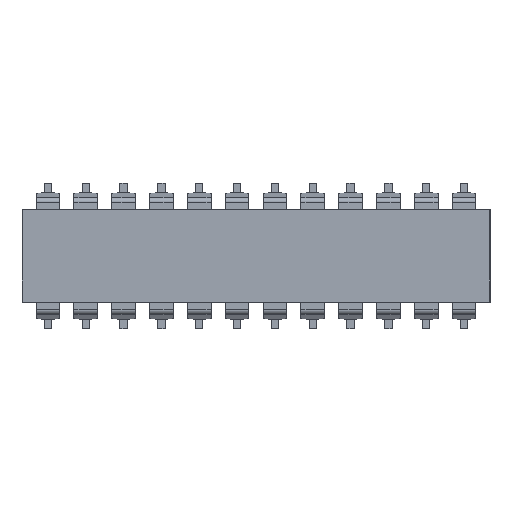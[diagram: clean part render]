
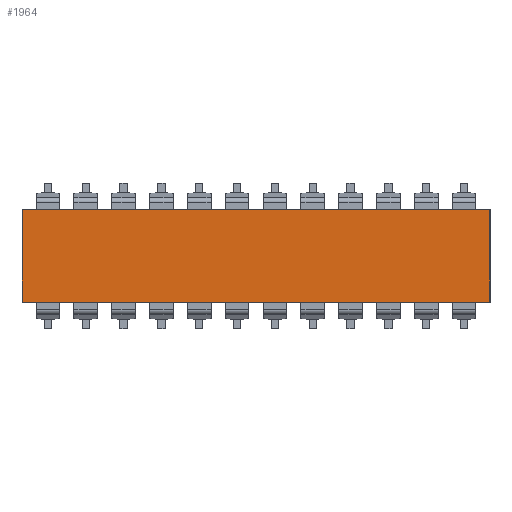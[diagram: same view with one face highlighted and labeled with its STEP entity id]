
A CAD part, top view. The second image highlights one B-rep face of the part: STEP entity #1964.
In plain terms, the highlighted planar face has unit normal (0, 0, 1).
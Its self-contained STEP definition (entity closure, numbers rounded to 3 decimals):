
#1964 = ADVANCED_FACE( '', ( #3996 ), #3997, .T. );
#3996 = FACE_OUTER_BOUND( '', #6264, .T. );
#3997 = PLANE( '', #6265 );
#6264 = EDGE_LOOP( '', ( #10960, #10961, #10962, #10963 ) );
#6265 = AXIS2_PLACEMENT_3D( '', #10964, #10965, #10966 );
#10960 = ORIENTED_EDGE( '', *, *, #14947, .T. );
#10961 = ORIENTED_EDGE( '', *, *, #15264, .T. );
#10962 = ORIENTED_EDGE( '', *, *, #16305, .T. );
#10963 = ORIENTED_EDGE( '', *, *, #16347, .T. );
#10964 = CARTESIAN_POINT( '', ( 0., 0., 0. ) );
#10965 = DIRECTION( '', ( 0., 0., 1. ) );
#10966 = DIRECTION( '', ( 1., 0., 0. ) );
#14947 = EDGE_CURVE( '', #17873, #17874, #17875, .T. );
#15264 = EDGE_CURVE( '', #17874, #18419, #18420, .T. );
#16305 = EDGE_CURVE( '', #18419, #20004, #20005, .T. );
#16347 = EDGE_CURVE( '', #20004, #17873, #20062, .T. );
#17873 = VERTEX_POINT( '', #22187 );
#17874 = VERTEX_POINT( '', #22188 );
#17875 = LINE( '', #22189, #22190 );
#18419 = VERTEX_POINT( '', #23106 );
#18420 = LINE( '', #23107, #23108 );
#20004 = VERTEX_POINT( '', #26157 );
#20005 = LINE( '', #26158, #26159 );
#20062 = LINE( '', #26243, #26244 );
#22187 = CARTESIAN_POINT( '', ( -15.71, 3.1, 0. ) );
#22188 = CARTESIAN_POINT( '', ( -15.71, -3.1, 0. ) );
#22189 = CARTESIAN_POINT( '', ( -15.71, 3.1, 0. ) );
#22190 = VECTOR( '', #28372, 1000. );
#23106 = CARTESIAN_POINT( '', ( 15.71, -3.1, 0. ) );
#23107 = CARTESIAN_POINT( '', ( -15.71, -3.1, 0. ) );
#23108 = VECTOR( '', #28637, 1000. );
#26157 = CARTESIAN_POINT( '', ( 15.71, 3.1, 0. ) );
#26158 = CARTESIAN_POINT( '', ( 15.71, -3.1, 0. ) );
#26159 = VECTOR( '', #29397, 1000. );
#26243 = CARTESIAN_POINT( '', ( 15.71, 3.1, 0. ) );
#26244 = VECTOR( '', #29431, 1000. );
#28372 = DIRECTION( '', ( 0., -1., 0. ) );
#28637 = DIRECTION( '', ( 1., 0., 0. ) );
#29397 = DIRECTION( '', ( 0., 1., 0. ) );
#29431 = DIRECTION( '', ( -1., 0., 0. ) );
